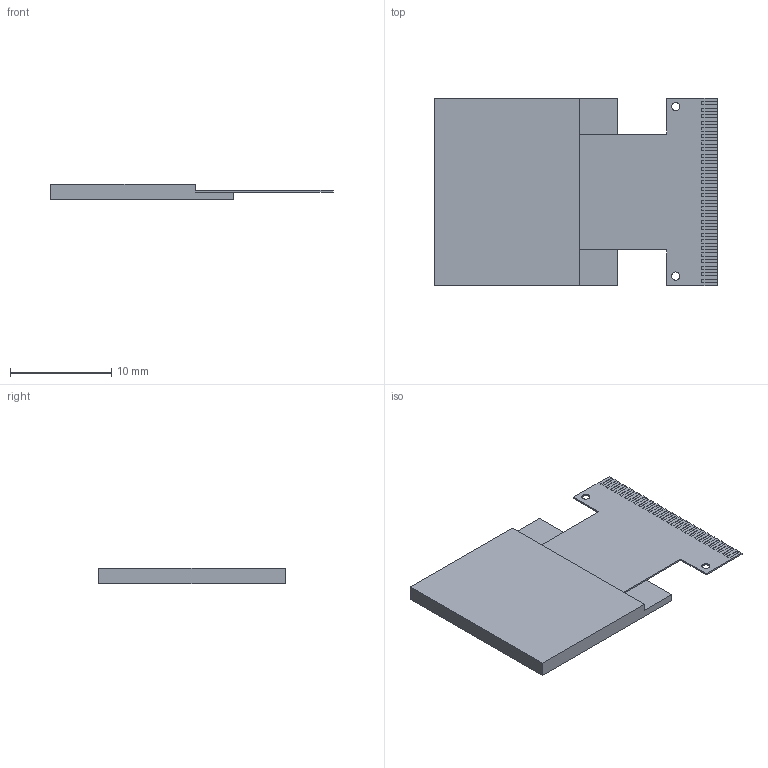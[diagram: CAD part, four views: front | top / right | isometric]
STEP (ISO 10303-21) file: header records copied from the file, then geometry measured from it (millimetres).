
FILE_DESCRIPTION (( 'STEP AP214' ), '1' );
FILE_NAME ('OLED-0_66-64X48.STEP', '2015-07-09T17:00:57', ( '' ), ( '' ), 'SwSTEP 2.0', 'SolidWorks 2014', '' );
FILE_SCHEMA (( 'AUTOMOTIVE_DESIGN' ));
Length unit declared in the file: millimetre
Products named in the file (1): OLED-0_66-64X48
Bounding box: 27.9 x 18.55 x 1.5 mm (x, y, z)
Volume: 476 mm3; surface area: 1168.1 mm2
Topology: 2 solids, 2 shells, 134 faces, 390 edges, 260 vertices
Faces by surface type: plane 130, cylinder 4
Entity records: 4591 total; most frequent: CARTESIAN_POINT 785, ORIENTED_EDGE 780, DIRECTION 668, EDGE_CURVE 390, LINE 382, VECTOR 382, VERTEX_POINT 260, AXIS2_PLACEMENT_3D 143
